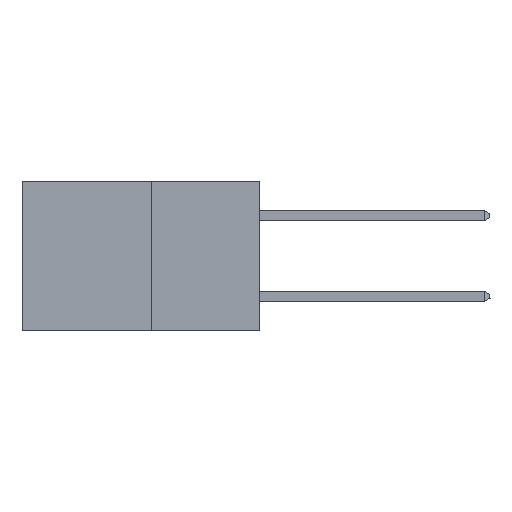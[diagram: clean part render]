
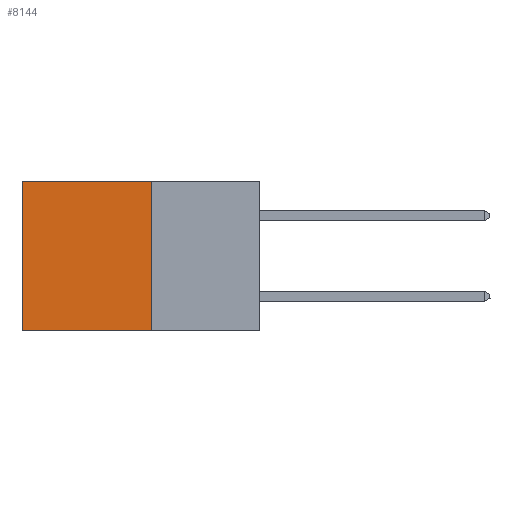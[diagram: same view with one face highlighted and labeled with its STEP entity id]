
A CAD part, left-side view. The second image highlights one B-rep face of the part: STEP entity #8144.
In plain terms, the highlighted planar face has unit normal (-1, 0, 0).
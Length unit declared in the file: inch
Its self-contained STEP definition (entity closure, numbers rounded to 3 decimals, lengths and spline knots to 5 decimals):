
#159 = VECTOR ( 'NONE', #11202, 39.37008 ) ;
#817 = LINE ( 'NONE', #1198, #13846 ) ;
#1198 = CARTESIAN_POINT ( 'NONE',  ( 0.277, 0.27, -0.37 ) ) ;
#1419 = CARTESIAN_POINT ( 'NONE',  ( 0.277, 0.59, -0.37 ) ) ;
#1997 = VERTEX_POINT ( 'NONE', #1419 ) ;
#2180 = DIRECTION ( 'NONE',  ( 0., 1., 0. ) ) ;
#2241 = VERTEX_POINT ( 'NONE', #15996 ) ;
#2793 = DIRECTION ( 'NONE',  ( 0., 1., 0. ) ) ;
#4099 = CARTESIAN_POINT ( 'NONE',  ( 0.277, 0.27, -0.37 ) ) ;
#4357 = LINE ( 'NONE', #16156, #159 ) ;
#5109 = EDGE_CURVE ( 'NONE', #9920, #1997, #13584, .T. ) ;
#5389 = DIRECTION ( 'NONE',  ( 0., 0., -1. ) ) ;
#5447 = ORIENTED_EDGE ( 'NONE', *, *, #13826, .T. ) ;
#7342 = CARTESIAN_POINT ( 'NONE',  ( 0.277, 0.59, 0. ) ) ;
#7634 = CARTESIAN_POINT ( 'NONE',  ( 0.277, 0.27, -0.37 ) ) ;
#8144 = ADVANCED_FACE ( 'NONE', ( #15027 ), #11658, .F. ) ;
#8372 = LINE ( 'NONE', #15379, #11313 ) ;
#8531 = DIRECTION ( 'NONE',  ( 0., 0., -1. ) ) ;
#8678 = EDGE_CURVE ( 'NONE', #2241, #9920, #817, .T. ) ;
#9601 = EDGE_LOOP ( 'NONE', ( #10538, #12373, #14463, #5447 ) ) ;
#9780 = CARTESIAN_POINT ( 'NONE',  ( 0.277, 0.27, -0.37 ) ) ;
#9920 = VERTEX_POINT ( 'NONE', #7634 ) ;
#10538 = ORIENTED_EDGE ( 'NONE', *, *, #15465, .T. ) ;
#11202 = DIRECTION ( 'NONE',  ( 0., 0., -1. ) ) ;
#11313 = VECTOR ( 'NONE', #2793, 39.37008 ) ;
#11658 = PLANE ( 'NONE',  #14464 ) ;
#12373 = ORIENTED_EDGE ( 'NONE', *, *, #5109, .F. ) ;
#12907 = DIRECTION ( 'NONE',  ( 1., 0., 0. ) ) ;
#13500 = VERTEX_POINT ( 'NONE', #7342 ) ;
#13584 = LINE ( 'NONE', #9780, #13957 ) ;
#13826 = EDGE_CURVE ( 'NONE', #2241, #13500, #8372, .T. ) ;
#13846 = VECTOR ( 'NONE', #8531, 39.37008 ) ;
#13957 = VECTOR ( 'NONE', #2180, 39.37008 ) ;
#14463 = ORIENTED_EDGE ( 'NONE', *, *, #8678, .F. ) ;
#14464 = AXIS2_PLACEMENT_3D ( 'NONE', #4099, #12907, #5389 ) ;
#15027 = FACE_OUTER_BOUND ( 'NONE', #9601, .T. ) ;
#15379 = CARTESIAN_POINT ( 'NONE',  ( 0.277, 0.27, 0. ) ) ;
#15465 = EDGE_CURVE ( 'NONE', #13500, #1997, #4357, .T. ) ;
#15996 = CARTESIAN_POINT ( 'NONE',  ( 0.277, 0.27, 0. ) ) ;
#16156 = CARTESIAN_POINT ( 'NONE',  ( 0.277, 0.59, -0.37 ) ) ;
